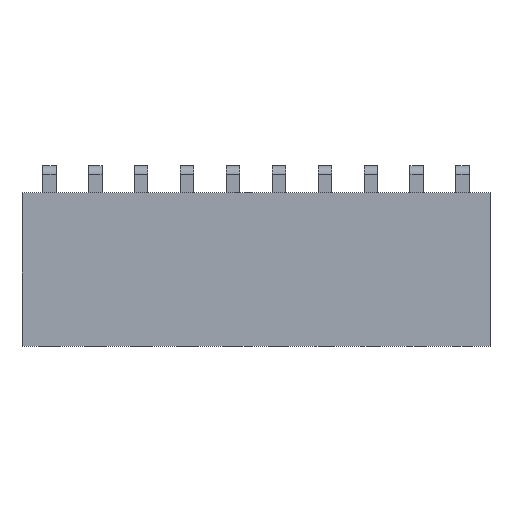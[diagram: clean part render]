
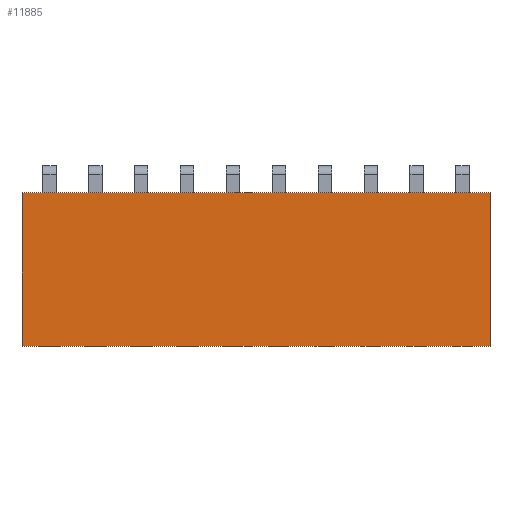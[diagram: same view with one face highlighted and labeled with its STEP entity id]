
A CAD part, top view. The second image highlights one B-rep face of the part: STEP entity #11885.
In plain terms, the highlighted face is planar.
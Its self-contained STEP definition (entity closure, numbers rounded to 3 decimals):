
#1920=ORIENTED_EDGE('',*,*,#3685,.F.);
#1921=ORIENTED_EDGE('',*,*,#3680,.F.);
#1922=ORIENTED_EDGE('',*,*,#3676,.F.);
#1923=ORIENTED_EDGE('',*,*,#3686,.F.);
#3676=EDGE_CURVE('',#4592,#4593,#5526,.T.);
#3680=EDGE_CURVE('',#4593,#4594,#5530,.T.);
#3685=EDGE_CURVE('',#4594,#4597,#5535,.T.);
#3686=EDGE_CURVE('',#4597,#4592,#5536,.T.);
#4592=VERTEX_POINT('',#17080);
#4593=VERTEX_POINT('',#17082);
#4594=VERTEX_POINT('',#17088);
#4597=VERTEX_POINT('',#17098);
#5526=LINE('',#17081,#6620);
#5530=LINE('',#17087,#6624);
#5535=LINE('',#17097,#6629);
#5536=LINE('',#17099,#6630);
#6620=VECTOR('',#14308,1000.);
#6624=VECTOR('',#14314,1000.);
#6629=VECTOR('',#14323,1000.);
#6630=VECTOR('',#14324,1000.);
#7113=EDGE_LOOP('',(#1920,#1921,#1922,#1923));
#7613=FACE_BOUND('',#7113,.T.);
#8083=PLANE('',#12452);
#11885=ADVANCED_FACE('',(#7613),#8083,.F.);
#12452=AXIS2_PLACEMENT_3D('',#17096,#14321,#14322);
#14308=DIRECTION('',(1.,0.,0.));
#14314=DIRECTION('',(0.,0.,1.));
#14321=DIRECTION('',(0.,-1.,0.));
#14322=DIRECTION('',(0.,0.,-1.));
#14323=DIRECTION('',(-1.,0.,0.));
#14324=DIRECTION('',(0.,0.,-1.));
#17080=CARTESIAN_POINT('',(-12.95,1.25,-4.25));
#17081=CARTESIAN_POINT('',(-12.95,1.25,-4.25));
#17082=CARTESIAN_POINT('',(12.95,1.25,-4.25));
#17087=CARTESIAN_POINT('',(12.95,1.25,-4.25));
#17088=CARTESIAN_POINT('',(12.95,1.25,4.25));
#17096=CARTESIAN_POINT('',(0.,1.25,0.));
#17097=CARTESIAN_POINT('',(12.95,1.25,4.25));
#17098=CARTESIAN_POINT('',(-12.95,1.25,4.25));
#17099=CARTESIAN_POINT('',(-12.95,1.25,4.25));
